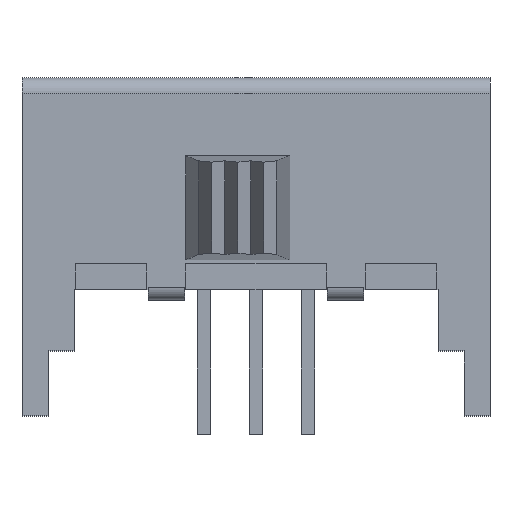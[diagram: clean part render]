
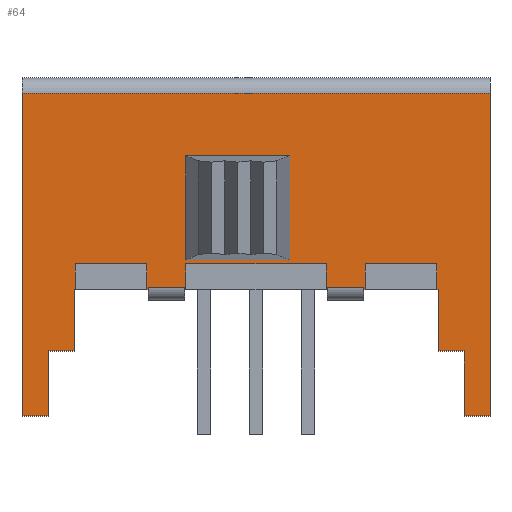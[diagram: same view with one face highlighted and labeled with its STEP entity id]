
A CAD part, top view. The second image highlights one B-rep face of the part: STEP entity #64.
In plain terms, the highlighted planar face has unit normal (0, 0, 1).
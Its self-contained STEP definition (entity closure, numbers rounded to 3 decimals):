
#64=ADVANCED_FACE('',(#203,#204),#205,.T.);
#203=FACE_OUTER_BOUND('',#447,.T.);
#204=FACE_BOUND('',#448,.T.);
#205=PLANE('',#449);
#447=EDGE_LOOP('',(#822,#823,#824,#825,#826,#827,#828,#829,#830,#831,#832,#833,#834,#835,#836,#837,#838,#839,#840,#841,#842,#843,#844,#845,#846,#847,#848,#849,#850,#851,#852,#853));
#448=EDGE_LOOP('',(#854,#855,#856,#857));
#449=AXIS2_PLACEMENT_3D('',#858,#859,#860);
#822=ORIENTED_EDGE('',*,*,#1747,.T.);
#823=ORIENTED_EDGE('',*,*,#1748,.T.);
#824=ORIENTED_EDGE('',*,*,#1749,.F.);
#825=ORIENTED_EDGE('',*,*,#1750,.F.);
#826=ORIENTED_EDGE('',*,*,#1751,.T.);
#827=ORIENTED_EDGE('',*,*,#1752,.T.);
#828=ORIENTED_EDGE('',*,*,#1753,.F.);
#829=ORIENTED_EDGE('',*,*,#1736,.T.);
#830=ORIENTED_EDGE('',*,*,#1754,.T.);
#831=ORIENTED_EDGE('',*,*,#1755,.T.);
#832=ORIENTED_EDGE('',*,*,#1756,.F.);
#833=ORIENTED_EDGE('',*,*,#1757,.F.);
#834=ORIENTED_EDGE('',*,*,#1758,.T.);
#835=ORIENTED_EDGE('',*,*,#1759,.T.);
#836=ORIENTED_EDGE('',*,*,#1760,.F.);
#837=ORIENTED_EDGE('',*,*,#1740,.T.);
#838=ORIENTED_EDGE('',*,*,#1761,.T.);
#839=ORIENTED_EDGE('',*,*,#1762,.T.);
#840=ORIENTED_EDGE('',*,*,#1763,.T.);
#841=ORIENTED_EDGE('',*,*,#1764,.T.);
#842=ORIENTED_EDGE('',*,*,#1765,.T.);
#843=ORIENTED_EDGE('',*,*,#1766,.T.);
#844=ORIENTED_EDGE('',*,*,#1767,.T.);
#845=ORIENTED_EDGE('',*,*,#1689,.T.);
#846=ORIENTED_EDGE('',*,*,#1669,.T.);
#847=ORIENTED_EDGE('',*,*,#1768,.T.);
#848=ORIENTED_EDGE('',*,*,#1769,.T.);
#849=ORIENTED_EDGE('',*,*,#1770,.T.);
#850=ORIENTED_EDGE('',*,*,#1771,.T.);
#851=ORIENTED_EDGE('',*,*,#1772,.T.);
#852=ORIENTED_EDGE('',*,*,#1773,.F.);
#853=ORIENTED_EDGE('',*,*,#1729,.T.);
#854=ORIENTED_EDGE('',*,*,#1774,.F.);
#855=ORIENTED_EDGE('',*,*,#1775,.F.);
#856=ORIENTED_EDGE('',*,*,#1776,.T.);
#857=ORIENTED_EDGE('',*,*,#1777,.T.);
#858=CARTESIAN_POINT('',(-9.0,4.075,2.8));
#859=DIRECTION('',(0.0,0.0,1.0));
#860=DIRECTION('',(1.0,0.0,0.0));
#1669=EDGE_CURVE('',#2003,#2001,#2004,.T.);
#1689=EDGE_CURVE('',#2036,#2003,#2037,.T.);
#1729=EDGE_CURVE('',#2107,#2111,#2113,.T.);
#1736=EDGE_CURVE('',#2120,#2124,#2126,.T.);
#1740=EDGE_CURVE('',#2128,#2132,#2134,.T.);
#1747=EDGE_CURVE('',#2111,#2145,#2146,.T.);
#1748=EDGE_CURVE('',#2145,#2147,#2148,.T.);
#1749=EDGE_CURVE('',#2149,#2147,#2150,.T.);
#1750=EDGE_CURVE('',#2151,#2149,#2152,.T.);
#1751=EDGE_CURVE('',#2151,#2153,#2154,.T.);
#1752=EDGE_CURVE('',#2153,#2155,#2156,.T.);
#1753=EDGE_CURVE('',#2120,#2155,#2157,.T.);
#1754=EDGE_CURVE('',#2124,#2158,#2159,.T.);
#1755=EDGE_CURVE('',#2158,#2160,#2161,.T.);
#1756=EDGE_CURVE('',#2162,#2160,#2163,.T.);
#1757=EDGE_CURVE('',#2164,#2162,#2165,.T.);
#1758=EDGE_CURVE('',#2164,#2166,#2167,.T.);
#1759=EDGE_CURVE('',#2166,#2168,#2169,.T.);
#1760=EDGE_CURVE('',#2128,#2168,#2170,.T.);
#1761=EDGE_CURVE('',#2132,#2171,#2172,.T.);
#1762=EDGE_CURVE('',#2171,#2173,#2174,.T.);
#1763=EDGE_CURVE('',#2173,#2175,#2176,.T.);
#1764=EDGE_CURVE('',#2175,#2177,#2178,.T.);
#1765=EDGE_CURVE('',#2177,#2179,#2180,.T.);
#1766=EDGE_CURVE('',#2179,#2181,#2182,.T.);
#1767=EDGE_CURVE('',#2181,#2036,#2183,.T.);
#1768=EDGE_CURVE('',#2001,#2184,#2185,.T.);
#1769=EDGE_CURVE('',#2184,#2186,#2187,.T.);
#1770=EDGE_CURVE('',#2186,#2188,#2189,.T.);
#1771=EDGE_CURVE('',#2188,#2190,#2191,.T.);
#1772=EDGE_CURVE('',#2190,#2192,#2193,.T.);
#1773=EDGE_CURVE('',#2107,#2192,#2194,.T.);
#1774=EDGE_CURVE('',#2195,#2196,#2197,.T.);
#1775=EDGE_CURVE('',#2198,#2195,#2199,.T.);
#1776=EDGE_CURVE('',#2198,#2200,#2201,.T.);
#1777=EDGE_CURVE('',#2200,#2196,#2202,.T.);
#2001=VERTEX_POINT('',#2546);
#2003=VERTEX_POINT('',#2549);
#2004=LINE('',#2550,#2551);
#2036=VERTEX_POINT('',#2597);
#2037=LINE('',#2598,#2599);
#2107=VERTEX_POINT('',#2703);
#2111=VERTEX_POINT('',#2709);
#2113=LINE('',#2712,#2713);
#2120=VERTEX_POINT('',#2723);
#2124=VERTEX_POINT('',#2729);
#2126=LINE('',#2732,#2733);
#2128=VERTEX_POINT('',#2735);
#2132=VERTEX_POINT('',#2741);
#2134=LINE('',#2744,#2745);
#2145=VERTEX_POINT('',#2762);
#2146=LINE('',#2763,#2764);
#2147=VERTEX_POINT('',#2765);
#2148=LINE('',#2766,#2767);
#2149=VERTEX_POINT('',#2768);
#2150=LINE('',#2769,#2770);
#2151=VERTEX_POINT('',#2771);
#2152=LINE('',#2772,#2773);
#2153=VERTEX_POINT('',#2774);
#2154=LINE('',#2775,#2776);
#2155=VERTEX_POINT('',#2777);
#2156=LINE('',#2778,#2779);
#2157=LINE('',#2780,#2781);
#2158=VERTEX_POINT('',#2782);
#2159=LINE('',#2783,#2784);
#2160=VERTEX_POINT('',#2785);
#2161=LINE('',#2786,#2787);
#2162=VERTEX_POINT('',#2788);
#2163=LINE('',#2789,#2790);
#2164=VERTEX_POINT('',#2791);
#2165=LINE('',#2792,#2793);
#2166=VERTEX_POINT('',#2794);
#2167=LINE('',#2795,#2796);
#2168=VERTEX_POINT('',#2797);
#2169=LINE('',#2798,#2799);
#2170=LINE('',#2800,#2801);
#2171=VERTEX_POINT('',#2802);
#2172=LINE('',#2803,#2804);
#2173=VERTEX_POINT('',#2805);
#2174=LINE('',#2806,#2807);
#2175=VERTEX_POINT('',#2808);
#2176=LINE('',#2809,#2810);
#2177=VERTEX_POINT('',#2811);
#2178=LINE('',#2812,#2813);
#2179=VERTEX_POINT('',#2814);
#2180=LINE('',#2815,#2816);
#2181=VERTEX_POINT('',#2817);
#2182=LINE('',#2818,#2819);
#2183=LINE('',#2820,#2821);
#2184=VERTEX_POINT('',#2822);
#2185=LINE('',#2823,#2824);
#2186=VERTEX_POINT('',#2825);
#2187=LINE('',#2826,#2827);
#2188=VERTEX_POINT('',#2828);
#2189=LINE('',#2829,#2830);
#2190=VERTEX_POINT('',#2831);
#2191=LINE('',#2832,#2833);
#2192=VERTEX_POINT('',#2834);
#2193=LINE('',#2835,#2836);
#2194=LINE('',#2837,#2838);
#2195=VERTEX_POINT('',#2839);
#2196=VERTEX_POINT('',#2840);
#2197=LINE('',#2841,#2842);
#2198=VERTEX_POINT('',#2843);
#2199=LINE('',#2844,#2845);
#2200=VERTEX_POINT('',#2846);
#2201=LINE('',#2847,#2848);
#2202=LINE('',#2849,#2850);
#2546=CARTESIAN_POINT('',(-9.0,-8.925,2.8));
#2549=CARTESIAN_POINT('',(-9.0,3.475,2.8));
#2550=CARTESIAN_POINT('',(-9.0,3.475,2.8));
#2551=VECTOR('',#3363,12.4);
#2597=CARTESIAN_POINT('',(9.0,3.475,2.8));
#2598=CARTESIAN_POINT('',(9.0,3.475,2.8));
#2599=VECTOR('',#3393,18.0);
#2703=CARTESIAN_POINT('',(-6.95,-3.075,2.8));
#2709=CARTESIAN_POINT('',(-4.2,-3.075,2.8));
#2712=CARTESIAN_POINT('',(-6.95,-3.075,2.8));
#2713=VECTOR('',#3437,2.75);
#2723=CARTESIAN_POINT('',(-2.7,-3.075,2.8));
#2729=CARTESIAN_POINT('',(2.7,-3.075,2.8));
#2732=CARTESIAN_POINT('',(-2.7,-3.075,2.8));
#2733=VECTOR('',#3444,5.4);
#2735=CARTESIAN_POINT('',(4.2,-3.075,2.8));
#2741=CARTESIAN_POINT('',(6.95,-3.075,2.8));
#2744=CARTESIAN_POINT('',(4.2,-3.075,2.8));
#2745=VECTOR('',#3448,2.75);
#2762=CARTESIAN_POINT('',(-4.2,-4.075,2.8));
#2763=CARTESIAN_POINT('',(-4.2,-3.075,2.8));
#2764=VECTOR('',#3455,1.0);
#2765=CARTESIAN_POINT('',(-4.15,-4.075,2.8));
#2766=CARTESIAN_POINT('',(-4.2,-4.075,2.8));
#2767=VECTOR('',#3456,0.05);
#2768=CARTESIAN_POINT('',(-4.15,-3.975,2.8));
#2769=CARTESIAN_POINT('',(-4.15,-3.975,2.8));
#2770=VECTOR('',#3457,0.1);
#2771=CARTESIAN_POINT('',(-2.75,-3.975,2.8));
#2772=CARTESIAN_POINT('',(-2.75,-3.975,2.8));
#2773=VECTOR('',#3458,1.4);
#2774=CARTESIAN_POINT('',(-2.75,-4.075,2.8));
#2775=CARTESIAN_POINT('',(-2.75,-3.975,2.8));
#2776=VECTOR('',#3459,0.1);
#2777=CARTESIAN_POINT('',(-2.7,-4.075,2.8));
#2778=CARTESIAN_POINT('',(-2.75,-4.075,2.8));
#2779=VECTOR('',#3460,0.05);
#2780=CARTESIAN_POINT('',(-2.7,-3.075,2.8));
#2781=VECTOR('',#3461,1.0);
#2782=CARTESIAN_POINT('',(2.7,-4.075,2.8));
#2783=CARTESIAN_POINT('',(2.7,-3.075,2.8));
#2784=VECTOR('',#3462,1.0);
#2785=CARTESIAN_POINT('',(2.75,-4.075,2.8));
#2786=CARTESIAN_POINT('',(2.7,-4.075,2.8));
#2787=VECTOR('',#3463,0.05);
#2788=CARTESIAN_POINT('',(2.75,-3.975,2.8));
#2789=CARTESIAN_POINT('',(2.75,-3.975,2.8));
#2790=VECTOR('',#3464,0.1);
#2791=CARTESIAN_POINT('',(4.15,-3.975,2.8));
#2792=CARTESIAN_POINT('',(4.15,-3.975,2.8));
#2793=VECTOR('',#3465,1.4);
#2794=CARTESIAN_POINT('',(4.15,-4.075,2.8));
#2795=CARTESIAN_POINT('',(4.15,-3.975,2.8));
#2796=VECTOR('',#3466,0.1);
#2797=CARTESIAN_POINT('',(4.2,-4.075,2.8));
#2798=CARTESIAN_POINT('',(4.15,-4.075,2.8));
#2799=VECTOR('',#3467,0.05);
#2800=CARTESIAN_POINT('',(4.2,-3.075,2.8));
#2801=VECTOR('',#3468,1.0);
#2802=CARTESIAN_POINT('',(6.95,-4.075,2.8));
#2803=CARTESIAN_POINT('',(6.95,-3.075,2.8));
#2804=VECTOR('',#3469,1.0);
#2805=CARTESIAN_POINT('',(7.0,-4.075,2.8));
#2806=CARTESIAN_POINT('',(6.95,-4.075,2.8));
#2807=VECTOR('',#3470,0.05);
#2808=CARTESIAN_POINT('',(7.0,-6.425,2.8));
#2809=CARTESIAN_POINT('',(7.0,-4.075,2.8));
#2810=VECTOR('',#3471,2.35);
#2811=CARTESIAN_POINT('',(8.0,-6.425,2.8));
#2812=CARTESIAN_POINT('',(7.0,-6.425,2.8));
#2813=VECTOR('',#3472,1.0);
#2814=CARTESIAN_POINT('',(8.0,-8.925,2.8));
#2815=CARTESIAN_POINT('',(8.0,-6.425,2.8));
#2816=VECTOR('',#3473,2.5);
#2817=CARTESIAN_POINT('',(9.0,-8.925,2.8));
#2818=CARTESIAN_POINT('',(8.0,-8.925,2.8));
#2819=VECTOR('',#3474,1.0);
#2820=CARTESIAN_POINT('',(9.0,-8.925,2.8));
#2821=VECTOR('',#3475,12.4);
#2822=CARTESIAN_POINT('',(-8.0,-8.925,2.8));
#2823=CARTESIAN_POINT('',(-9.0,-8.925,2.8));
#2824=VECTOR('',#3476,1.0);
#2825=CARTESIAN_POINT('',(-8.0,-6.425,2.8));
#2826=CARTESIAN_POINT('',(-8.0,-8.925,2.8));
#2827=VECTOR('',#3477,2.5);
#2828=CARTESIAN_POINT('',(-7.0,-6.425,2.8));
#2829=CARTESIAN_POINT('',(-8.0,-6.425,2.8));
#2830=VECTOR('',#3478,1.0);
#2831=CARTESIAN_POINT('',(-7.0,-4.075,2.8));
#2832=CARTESIAN_POINT('',(-7.0,-6.425,2.8));
#2833=VECTOR('',#3479,2.35);
#2834=CARTESIAN_POINT('',(-6.95,-4.075,2.8));
#2835=CARTESIAN_POINT('',(-7.0,-4.075,2.8));
#2836=VECTOR('',#3480,0.05);
#2837=CARTESIAN_POINT('',(-6.95,-3.075,2.8));
#2838=VECTOR('',#3481,1.0);
#2839=CARTESIAN_POINT('',(-2.7,-2.925,2.8));
#2840=CARTESIAN_POINT('',(1.3,-2.925,2.8));
#2841=CARTESIAN_POINT('',(-2.7,-2.925,2.8));
#2842=VECTOR('',#3482,4.0);
#2843=CARTESIAN_POINT('',(-2.7,1.075,2.8));
#2844=CARTESIAN_POINT('',(-2.7,1.075,2.8));
#2845=VECTOR('',#3483,4.0);
#2846=CARTESIAN_POINT('',(1.3,1.075,2.8));
#2847=CARTESIAN_POINT('',(-2.7,1.075,2.8));
#2848=VECTOR('',#3484,4.0);
#2849=CARTESIAN_POINT('',(1.3,1.075,2.8));
#2850=VECTOR('',#3485,4.0);
#3363=DIRECTION('',(0.0,-1.0,0.0));
#3393=DIRECTION('',(-1.0,0.0,0.0));
#3437=DIRECTION('',(1.0,0.0,0.0));
#3444=DIRECTION('',(1.0,0.0,0.0));
#3448=DIRECTION('',(1.0,0.0,0.0));
#3455=DIRECTION('',(0.0,-1.0,0.0));
#3456=DIRECTION('',(1.0,0.0,0.0));
#3457=DIRECTION('',(0.,-1.0,0.0));
#3458=DIRECTION('',(-1.0,0.0,0.0));
#3459=DIRECTION('',(0.0,-1.0,0.));
#3460=DIRECTION('',(1.0,0.0,0.0));
#3461=DIRECTION('',(0.0,-1.0,0.0));
#3462=DIRECTION('',(0.0,-1.0,0.0));
#3463=DIRECTION('',(1.0,0.0,0.0));
#3464=DIRECTION('',(0.0,-1.0,0.0));
#3465=DIRECTION('',(-1.0,0.0,0.0));
#3466=DIRECTION('',(0.,-1.0,0.0));
#3467=DIRECTION('',(1.0,0.0,0.0));
#3468=DIRECTION('',(0.0,-1.0,0.0));
#3469=DIRECTION('',(0.0,-1.0,0.0));
#3470=DIRECTION('',(1.0,0.0,0.0));
#3471=DIRECTION('',(0.0,-1.0,0.0));
#3472=DIRECTION('',(1.0,0.0,0.0));
#3473=DIRECTION('',(0.0,-1.0,0.0));
#3474=DIRECTION('',(1.0,0.0,0.0));
#3475=DIRECTION('',(0.0,1.0,0.0));
#3476=DIRECTION('',(1.0,0.0,0.0));
#3477=DIRECTION('',(0.0,1.0,0.0));
#3478=DIRECTION('',(1.0,0.0,0.0));
#3479=DIRECTION('',(0.0,1.0,0.0));
#3480=DIRECTION('',(1.0,0.0,0.0));
#3481=DIRECTION('',(0.0,-1.0,0.0));
#3482=DIRECTION('',(1.0,0.0,0.0));
#3483=DIRECTION('',(0.0,-1.0,0.0));
#3484=DIRECTION('',(1.0,0.0,0.0));
#3485=DIRECTION('',(0.0,-1.0,0.0));
